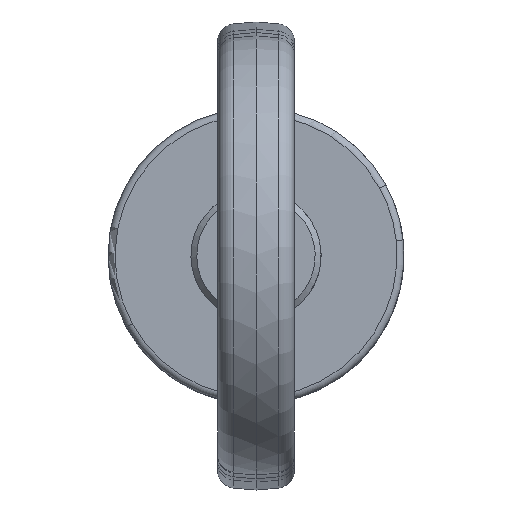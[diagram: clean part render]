
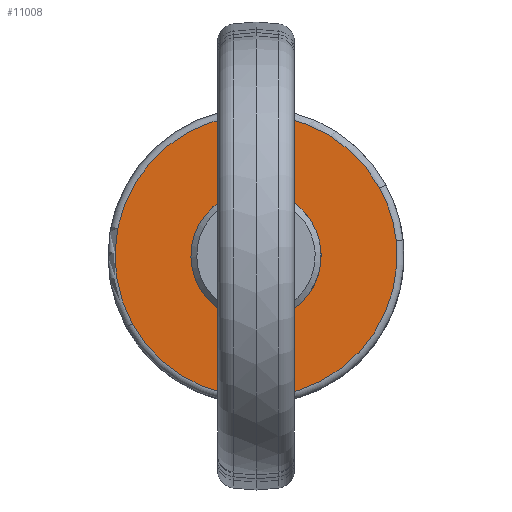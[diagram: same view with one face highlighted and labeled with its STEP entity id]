
A CAD part, top view. The second image highlights one B-rep face of the part: STEP entity #11008.
In plain terms, the highlighted planar face has unit normal (0, 0, 1).
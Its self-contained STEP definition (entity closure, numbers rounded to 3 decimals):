
#10917=CARTESIAN_POINT('Vertex',(35.542,19.417,-91.3)) ;
#10924=CARTESIAN_POINT('Vertex',(-35.542,-19.417,-91.3)) ;
#10927=CARTESIAN_POINT('Axis2P3D Location',(0.,0.,-91.3)) ;
#10948=CARTESIAN_POINT('Vertex',(40.261,4.397,-91.3)) ;
#10951=CARTESIAN_POINT('Axis2P3D Location',(0.,0.,-91.3)) ;
#10968=CARTESIAN_POINT('Axis2P3D Location',(0.,0.,-91.3)) ;
#10980=CARTESIAN_POINT('Axis2P3D Location',(42.5,0.,-91.3)) ;
#10990=CARTESIAN_POINT('Axis2P3D Location',(0.,0.,-91.3)) ;
#10994=CARTESIAN_POINT('Vertex',(-8.965,-16.411,-91.3)) ;
#10996=CARTESIAN_POINT('Vertex',(8.965,16.411,-91.3)) ;
#10999=CARTESIAN_POINT('Axis2P3D Location',(0.,0.,-91.3)) ;
#10928=DIRECTION('Axis2P3D Direction',(-0.,0.,1.)) ;
#10952=DIRECTION('Axis2P3D Direction',(0.,0.,1.)) ;
#10969=DIRECTION('Axis2P3D Direction',(0.,0.,1.)) ;
#10981=DIRECTION('Axis2P3D Direction',(0.,0.,1.)) ;
#10982=DIRECTION('Axis2P3D XDirection',(1.,0.,0.)) ;
#10991=DIRECTION('Axis2P3D Direction',(0.,0.,1.)) ;
#11000=DIRECTION('Axis2P3D Direction',(0.,0.,1.)) ;
#10929=AXIS2_PLACEMENT_3D('Circle Axis2P3D',#10927,#10928,$) ;
#10953=AXIS2_PLACEMENT_3D('Circle Axis2P3D',#10951,#10952,$) ;
#10970=AXIS2_PLACEMENT_3D('Circle Axis2P3D',#10968,#10969,$) ;
#10983=AXIS2_PLACEMENT_3D('Plane Axis2P3D',#10980,#10981,#10982) ;
#10992=AXIS2_PLACEMENT_3D('Circle Axis2P3D',#10990,#10991,$) ;
#11001=AXIS2_PLACEMENT_3D('Circle Axis2P3D',#10999,#11000,$) ;
#10986=ORIENTED_EDGE('',*,*,#10955,.T.) ;
#10987=ORIENTED_EDGE('',*,*,#10931,.T.) ;
#10988=ORIENTED_EDGE('',*,*,#10972,.T.) ;
#11005=ORIENTED_EDGE('',*,*,#10998,.T.) ;
#11006=ORIENTED_EDGE('',*,*,#11003,.T.) ;
#11007=FACE_BOUND('',#11004,.T.) ;
#11008=ADVANCED_FACE('\X2\672C9AD4\X0\.2',(#10989,#11007),#10984,.T.) ;
#10930=CIRCLE('generated circle',#10929,40.5) ;
#10954=CIRCLE('generated circle',#10953,40.5) ;
#10971=CIRCLE('generated circle',#10970,40.5) ;
#10993=CIRCLE('generated circle',#10992,18.7) ;
#11002=CIRCLE('generated circle',#11001,18.7) ;
#10931=EDGE_CURVE('',#10918,#10925,#10930,.T.) ;
#10955=EDGE_CURVE('',#10949,#10918,#10954,.T.) ;
#10972=EDGE_CURVE('',#10925,#10949,#10971,.T.) ;
#10998=EDGE_CURVE('',#10995,#10997,#10993,.F.) ;
#11003=EDGE_CURVE('',#10997,#10995,#11002,.F.) ;
#10985=EDGE_LOOP('',(#10986,#10987,#10988)) ;
#11004=EDGE_LOOP('',(#11005,#11006)) ;
#10989=FACE_OUTER_BOUND('',#10985,.T.) ;
#10984=PLANE('',#10983) ;
#10918=VERTEX_POINT('',#10917) ;
#10925=VERTEX_POINT('',#10924) ;
#10949=VERTEX_POINT('',#10948) ;
#10995=VERTEX_POINT('',#10994) ;
#10997=VERTEX_POINT('',#10996) ;
